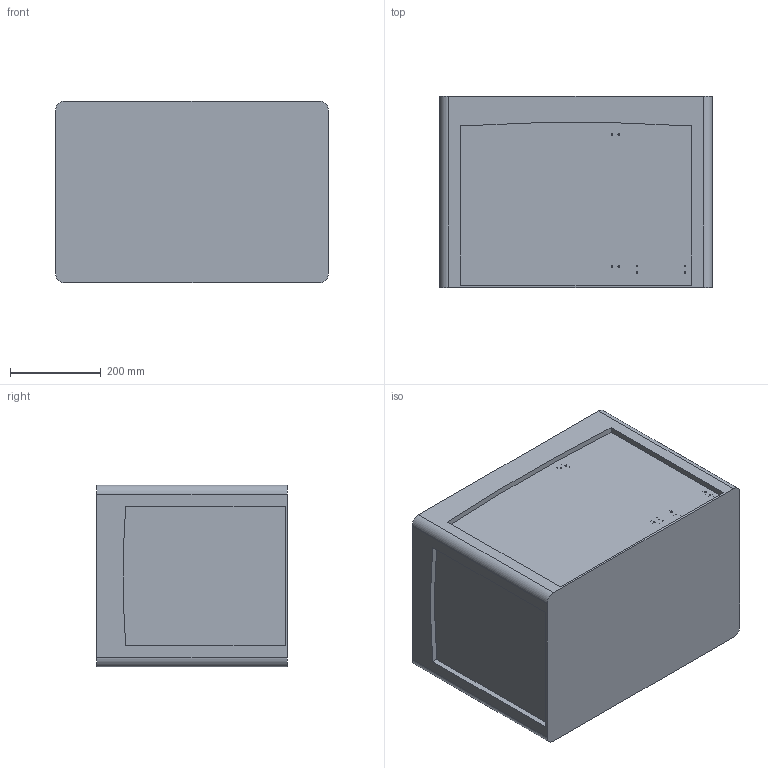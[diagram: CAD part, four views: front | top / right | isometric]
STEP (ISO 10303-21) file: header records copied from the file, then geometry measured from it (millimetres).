
FILE_DESCRIPTION (( 'STEP AP214' ), '1' );
FILE_NAME ('Cat-Litter-Box.STEP', '2022-05-25T17:21:34', ( '' ), ( '' ), 'SwSTEP 2.0', 'SolidWorks 2021', '' );
FILE_SCHEMA (( 'AUTOMOTIVE_DESIGN' ));
Length unit declared in the file: millimetre
Products named in the file (11): plexi_holder; leg; Mirrorpant_hore; uholnik; priecka; dvierka_2; bludisko; mriezka_s_nohami; pant_hore; Cat-Litter-Box; Europrepravka
Assembly tree (23 placements, depth 3):
  Cat-Litter-Box
    Europrepravka
    pant_hore
    Mirrorpant_hore
    plexi_holder  x4
    priecka
    uholnik  x6
    bludisko
    dvierka_2
    mriezka_s_nohami
      leg  x6
Bounding box: 600 x 420 x 400 mm (x, y, z)
Volume: 6390247.2 mm3; surface area: 2463145.7 mm2
Topology: 23 solids, 23 shells, 796 faces, 2058 edges, 1362 vertices
Faces by surface type: plane 506, cylinder 265, bspline 25
Entity records: 15927 total; most frequent: CARTESIAN_POINT 4356, ORIENTED_EDGE 2290, DIRECTION 2240, EDGE_CURVE 1145, LINE 816, VECTOR 816, VERTEX_POINT 760, AXIS2_PLACEMENT_3D 712
